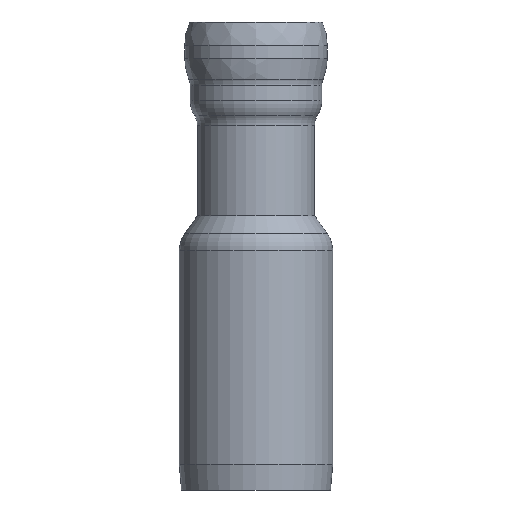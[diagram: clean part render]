
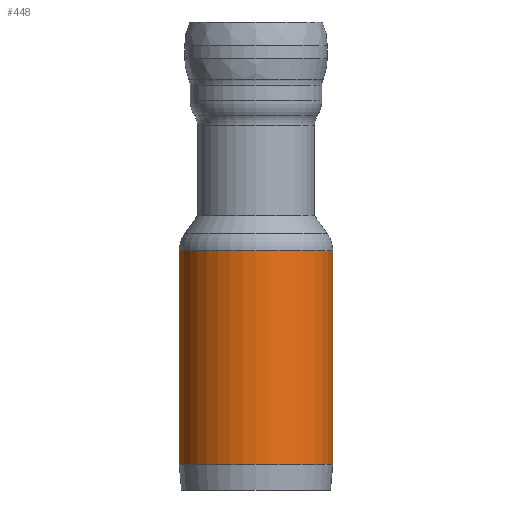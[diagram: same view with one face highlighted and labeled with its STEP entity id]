
A CAD part, front view. The second image highlights one B-rep face of the part: STEP entity #448.
In plain terms, the highlighted cylindrical face has radius 210 mm (diameter 420 mm), a full revolution.
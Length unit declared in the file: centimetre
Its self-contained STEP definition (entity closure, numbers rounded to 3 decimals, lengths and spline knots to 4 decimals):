
#30=CYLINDRICAL_SURFACE('',#519,21.);
#47=LINE('',#919,#59);
#59=VECTOR('',#670,21.);
#90=FACE_OUTER_BOUND('',#120,.T.);
#120=EDGE_LOOP('',(#391,#392,#393,#394,#395));
#171=CIRCLE('',#516,21.);
#172=CIRCLE('',#517,21.);
#174=CIRCLE('',#520,21.);
#215=VERTEX_POINT('',#911);
#216=VERTEX_POINT('',#912);
#217=VERTEX_POINT('',#917);
#274=EDGE_CURVE('',#215,#216,#171,.T.);
#275=EDGE_CURVE('',#216,#215,#172,.T.);
#277=EDGE_CURVE('',#217,#217,#174,.T.);
#278=EDGE_CURVE('',#217,#215,#47,.T.);
#391=ORIENTED_EDGE('',*,*,#277,.F.);
#392=ORIENTED_EDGE('',*,*,#278,.T.);
#393=ORIENTED_EDGE('',*,*,#274,.T.);
#394=ORIENTED_EDGE('',*,*,#275,.T.);
#395=ORIENTED_EDGE('',*,*,#278,.F.);
#448=ADVANCED_FACE('',(#90),#30,.T.);
#516=AXIS2_PLACEMENT_3D('',#913,#660,#661);
#517=AXIS2_PLACEMENT_3D('',#914,#662,#663);
#519=AXIS2_PLACEMENT_3D('',#916,#666,#667);
#520=AXIS2_PLACEMENT_3D('',#918,#668,#669);
#660=DIRECTION('center_axis',(0.,0.,-1.));
#661=DIRECTION('ref_axis',(1.,0.,0.));
#662=DIRECTION('center_axis',(0.,0.,-1.));
#663=DIRECTION('ref_axis',(1.,0.,0.));
#666=DIRECTION('center_axis',(0.,0.,-1.));
#667=DIRECTION('ref_axis',(1.,0.,0.));
#668=DIRECTION('center_axis',(0.,0.,-1.));
#669=DIRECTION('ref_axis',(1.,0.,0.));
#670=DIRECTION('',(0.,0.,1.));
#911=CARTESIAN_POINT('',(448.3298,182.4244,0.));
#912=CARTESIAN_POINT('',(469.3298,161.4244,0.));
#913=CARTESIAN_POINT('Origin',(469.3298,182.4244,0.));
#914=CARTESIAN_POINT('Origin',(469.3298,182.4244,0.));
#916=CARTESIAN_POINT('Origin',(469.3298,182.4244,-29.2181));
#917=CARTESIAN_POINT('',(448.3298,182.4244,-58.4363));
#918=CARTESIAN_POINT('Origin',(469.3298,182.4244,-58.4363));
#919=CARTESIAN_POINT('',(448.3298,182.4244,-29.2181));
